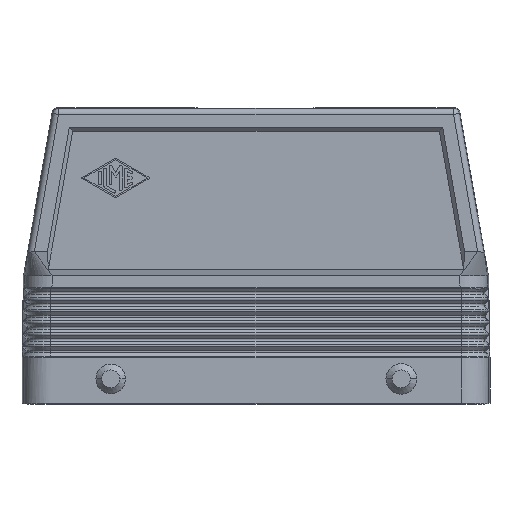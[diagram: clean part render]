
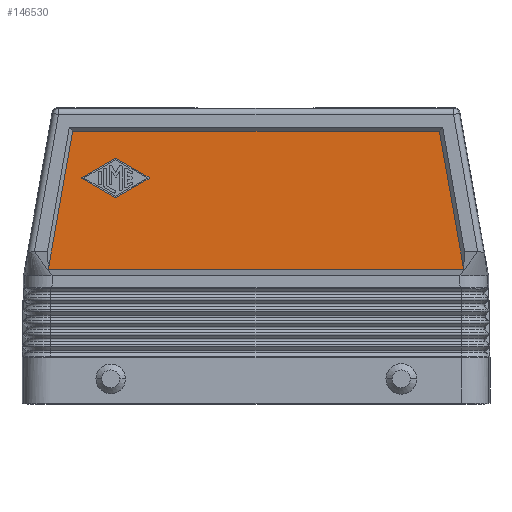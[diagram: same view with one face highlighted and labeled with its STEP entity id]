
A CAD part, left-side view. The second image highlights one B-rep face of the part: STEP entity #146530.
In plain terms, the highlighted planar face has unit normal (-1, 0, 0).
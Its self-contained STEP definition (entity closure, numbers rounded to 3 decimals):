
#79360=CARTESIAN_POINT('',(374.083,-12.317,
48.893));
#79370=DIRECTION('',(1.,0.,0.));
#79380=DIRECTION('',(0.,1.,0.));
#79390=AXIS2_PLACEMENT_3D('',#79360,#79370,#79380);
#79400=PLANE('',#79390);
#79410=CARTESIAN_POINT('',(374.083,44.373,
65.777));
#79420=DIRECTION('',(0.,-0.868,0.496));
#79430=VECTOR('',#79420,1.);
#79440=LINE('',#79410,#79430);
#79450=CARTESIAN_POINT('',(374.083,66.241,
53.277));
#79460=VERTEX_POINT('',#79450);
#79470=CARTESIAN_POINT('',(374.083,57.824,
58.088));
#79480=VERTEX_POINT('',#79470);
#79490=EDGE_CURVE('',#79460,#79480,#79440,.T.);
#79510=CARTESIAN_POINT('',(374.083,66.406,
53.566));
#79520=DIRECTION('',(-1.,0.,0.));
#79530=DIRECTION('',(0.,-1.,0.));
#79540=AXIS2_PLACEMENT_3D('',#79510,#79520,#79530);
#79550=CIRCLE('',#79540,0.333);
#79560=CARTESIAN_POINT('',(374.083,66.572,
53.277));
#79570=VERTEX_POINT('',#79560);
#79580=EDGE_CURVE('',#79570,#79460,#79550,.T.);
#79600=CARTESIAN_POINT('',(374.083,44.373,
40.588));
#79610=DIRECTION('',(0.,-0.868,-0.496));
#79620=VECTOR('',#79610,1.);
#79630=LINE('',#79600,#79620);
#79640=CARTESIAN_POINT('',(374.083,74.988,
58.088));
#79650=VERTEX_POINT('',#79640);
#79660=EDGE_CURVE('',#79650,#79570,#79630,.T.);
#79680=CARTESIAN_POINT('',(374.083,74.905,
58.233));
#79690=DIRECTION('',(-1.,0.,0.));
#79700=DIRECTION('',(0.,-1.,0.));
#79710=AXIS2_PLACEMENT_3D('',#79680,#79690,#79700);
#79720=CIRCLE('',#79710,0.167);
#79730=CARTESIAN_POINT('',(374.083,74.988,
58.377));
#79740=VERTEX_POINT('',#79730);
#79750=EDGE_CURVE('',#79740,#79650,#79720,.T.);
#79770=CARTESIAN_POINT('',(374.083,44.373,
75.877));
#79780=DIRECTION('',(0.,0.868,-0.496));
#79790=VECTOR('',#79780,1.);
#79800=LINE('',#79770,#79790);
#79810=CARTESIAN_POINT('',(374.083,66.572,
63.188));
#79820=VERTEX_POINT('',#79810);
#79830=EDGE_CURVE('',#79820,#79740,#79800,.T.);
#79850=CARTESIAN_POINT('',(374.083,66.406,
62.899));
#79860=DIRECTION('',(-1.,0.,0.));
#79870=DIRECTION('',(0.,-1.,0.));
#79880=AXIS2_PLACEMENT_3D('',#79850,#79860,#79870);
#79890=CIRCLE('',#79880,0.333);
#79900=CARTESIAN_POINT('',(374.083,66.241,
63.188));
#79910=VERTEX_POINT('',#79900);
#79920=EDGE_CURVE('',#79910,#79820,#79890,.T.);
#79940=CARTESIAN_POINT('',(374.083,44.373,
50.688));
#79950=DIRECTION('',(0.,0.868,0.496));
#79960=VECTOR('',#79950,1.);
#79970=LINE('',#79940,#79960);
#79980=CARTESIAN_POINT('',(374.083,57.824,
58.377));
#79990=VERTEX_POINT('',#79980);
#80000=EDGE_CURVE('',#79990,#79910,#79970,.T.);
#80020=CARTESIAN_POINT('',(374.083,57.907,
58.233));
#80030=DIRECTION('',(-1.,0.,0.));
#80040=DIRECTION('',(0.,-1.,0.));
#80050=AXIS2_PLACEMENT_3D('',#80020,#80030,#80040);
#80060=CIRCLE('',#80050,0.167);
#80070=EDGE_CURVE('',#79480,#79990,#80060,.T.);
#145820=CARTESIAN_POINT('',(374.083,-22.843,
34.87));
#145830=VERTEX_POINT('',#145820);
#145860=CARTESIAN_POINT('',(374.083,-26.831,
12.233));
#145870=DIRECTION('',(0.,0.174,0.985));
#145880=VECTOR('',#145870,1.);
#145890=LINE('',#145860,#145880);
#145900=CARTESIAN_POINT('',(374.083,-16.613,
70.233));
#145910=VERTEX_POINT('',#145900);
#145920=EDGE_CURVE('',#145830,#145910,#145890,.T.);
#146180=CARTESIAN_POINT('',(374.083,44.373,
34.87));
#146190=DIRECTION('',(0.,1.,0.));
#146200=VECTOR('',#146190,1.);
#146210=LINE('',#146180,#146200);
#146220=CARTESIAN_POINT('',(374.083,83.656,
34.87));
#146230=VERTEX_POINT('',#146220);
#146240=EDGE_CURVE('',#145830,#146230,#146210,.T.);
#146250=ORIENTED_EDGE('',*,*,#146240,.F.);
#146260=CARTESIAN_POINT('',(374.083,87.644,
12.233));
#146270=DIRECTION('',(0.,-0.174,0.985));
#146280=VECTOR('',#146270,1.);
#146290=LINE('',#146260,#146280);
#146300=CARTESIAN_POINT('',(374.083,77.426,
70.233));
#146310=VERTEX_POINT('',#146300);
#146320=EDGE_CURVE('',#146230,#146310,#146290,.T.);
#146330=ORIENTED_EDGE('',*,*,#146320,.F.);
#146340=CARTESIAN_POINT('',(374.083,44.373,
70.233));
#146350=DIRECTION('',(0.,1.,0.));
#146360=VECTOR('',#146350,1.);
#146370=LINE('',#146340,#146360);
#146380=EDGE_CURVE('',#145910,#146310,#146370,.T.);
#146390=ORIENTED_EDGE('',*,*,#146380,.T.);
#146400=ORIENTED_EDGE('',*,*,#145920,.T.);
#146410=EDGE_LOOP('',(#146400,#146390,#146330,#146250));
#146420=FACE_OUTER_BOUND('',#146410,.T.);
#146430=ORIENTED_EDGE('',*,*,#80000,.F.);
#146440=ORIENTED_EDGE('',*,*,#79920,.F.);
#146450=ORIENTED_EDGE('',*,*,#79830,.F.);
#146460=ORIENTED_EDGE('',*,*,#79750,.F.);
#146470=ORIENTED_EDGE('',*,*,#79660,.F.);
#146480=ORIENTED_EDGE('',*,*,#79580,.F.);
#146490=ORIENTED_EDGE('',*,*,#79490,.F.);
#146500=ORIENTED_EDGE('',*,*,#80070,.F.);
#146510=EDGE_LOOP('',(#146500,#146490,#146480,#146470,#146460,#146450,
#146440,#146430));
#146520=FACE_BOUND('',#146510,.T.);
#146530=ADVANCED_FACE('',(#146420,#146520),#79400,.F.);
